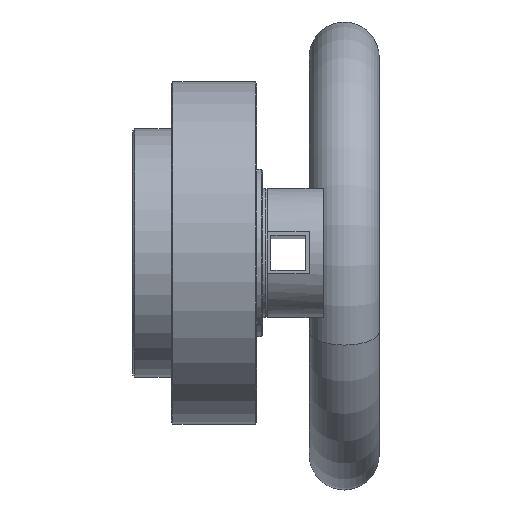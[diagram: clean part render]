
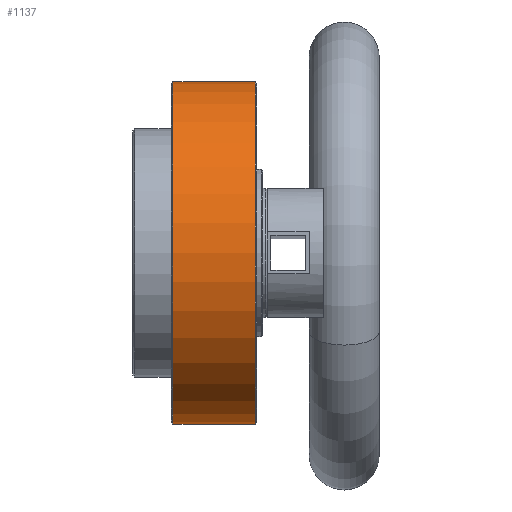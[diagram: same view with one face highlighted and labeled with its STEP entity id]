
A CAD part, top view. The second image highlights one B-rep face of the part: STEP entity #1137.
In plain terms, the highlighted cylindrical face has radius 49 mm (diameter 98 mm), a partial arc.
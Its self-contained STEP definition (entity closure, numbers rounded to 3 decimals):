
#137 = CARTESIAN_POINT ( 'NONE',  ( 0., 0., 49. ) ) ;
#192 = DIRECTION ( 'NONE',  ( 0., 0., -1. ) ) ;
#246 = VERTEX_POINT ( 'NONE', #1305 ) ;
#440 = ORIENTED_EDGE ( 'NONE', *, *, #1987, .T. ) ;
#511 = CIRCLE ( 'NONE', #1836, 49. ) ;
#520 = CARTESIAN_POINT ( 'NONE',  ( 27., 0., 0. ) ) ;
#573 = DIRECTION ( 'NONE',  ( 0., 0., 1. ) ) ;
#684 = EDGE_CURVE ( 'NONE', #1751, #1320, #1231, .T. ) ;
#686 = CARTESIAN_POINT ( 'NONE',  ( 0., 0., -49. ) ) ;
#723 = EDGE_CURVE ( 'NONE', #1694, #1751, #511, .T. ) ;
#752 = DIRECTION ( 'NONE',  ( -1., 0., 0. ) ) ;
#753 = CARTESIAN_POINT ( 'NONE',  ( 27., 0., 49. ) ) ;
#841 = ORIENTED_EDGE ( 'NONE', *, *, #1816, .F. ) ;
#860 = AXIS2_PLACEMENT_3D ( 'NONE', #1727, #752, #573 ) ;
#890 = LINE ( 'NONE', #137, #906 ) ;
#906 = VECTOR ( 'NONE', #2405, 1000. ) ;
#960 = FACE_OUTER_BOUND ( 'NONE', #1787, .T. ) ;
#986 = CYLINDRICAL_SURFACE ( 'NONE', #860, 49. ) ;
#1059 = DIRECTION ( 'NONE',  ( -1., 0., 0. ) ) ;
#1137 = ADVANCED_FACE ( 'NONE', ( #960 ), #986, .T. ) ;
#1231 = LINE ( 'NONE', #686, #1673 ) ;
#1305 = CARTESIAN_POINT ( 'NONE',  ( 3.5, 0., 49. ) ) ;
#1309 = DIRECTION ( 'NONE',  ( 0., 0., 1. ) ) ;
#1320 = VERTEX_POINT ( 'NONE', #1909 ) ;
#1437 = ORIENTED_EDGE ( 'NONE', *, *, #684, .T. ) ;
#1673 = VECTOR ( 'NONE', #1059, 1000. ) ;
#1694 = VERTEX_POINT ( 'NONE', #753 ) ;
#1727 = CARTESIAN_POINT ( 'NONE',  ( 0., 0., 0. ) ) ;
#1751 = VERTEX_POINT ( 'NONE', #2321 ) ;
#1772 = CIRCLE ( 'NONE', #1924, 49. ) ;
#1787 = EDGE_LOOP ( 'NONE', ( #1959, #1437, #440, #841 ) ) ;
#1816 = EDGE_CURVE ( 'NONE', #1694, #246, #890, .T. ) ;
#1836 = AXIS2_PLACEMENT_3D ( 'NONE', #520, #2228, #1309 ) ;
#1860 = CARTESIAN_POINT ( 'NONE',  ( 3.5, 0., 0. ) ) ;
#1909 = CARTESIAN_POINT ( 'NONE',  ( 3.5, 0., -49. ) ) ;
#1924 = AXIS2_PLACEMENT_3D ( 'NONE', #1860, #2055, #192 ) ;
#1959 = ORIENTED_EDGE ( 'NONE', *, *, #723, .T. ) ;
#1987 = EDGE_CURVE ( 'NONE', #1320, #246, #1772, .T. ) ;
#2055 = DIRECTION ( 'NONE',  ( 1., 0., 0. ) ) ;
#2228 = DIRECTION ( 'NONE',  ( -1., 0., 0. ) ) ;
#2321 = CARTESIAN_POINT ( 'NONE',  ( 27., 0., -49. ) ) ;
#2405 = DIRECTION ( 'NONE',  ( -1., 0., 0. ) ) ;
